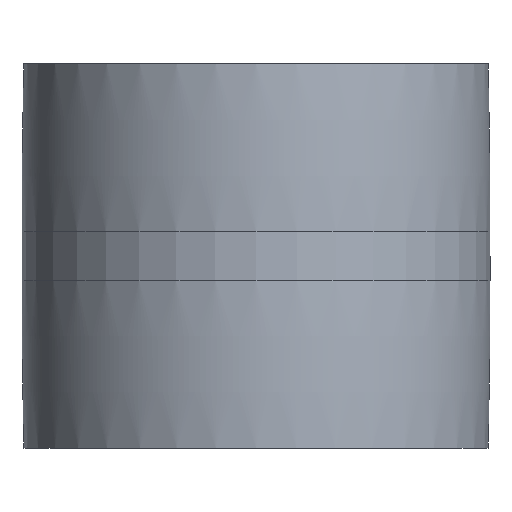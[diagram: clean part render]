
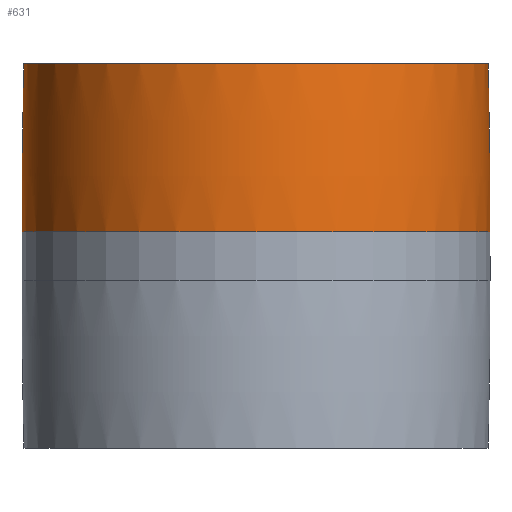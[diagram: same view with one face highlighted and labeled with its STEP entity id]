
A CAD part, front view. The second image highlights one B-rep face of the part: STEP entity #631.
In plain terms, the highlighted toroidal (fillet/blend) face has major radius 3621.03 mm and minor radius 3741.62 mm.
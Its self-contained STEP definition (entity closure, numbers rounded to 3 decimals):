
#44 = DIRECTION ( 'NONE',  ( 0., 0., 1. ) ) ;
#113 = CARTESIAN_POINT ( 'NONE',  ( -119.6, 0., 99. ) ) ;
#145 = AXIS2_PLACEMENT_3D ( 'NONE', #900, #839, #606 ) ;
#195 = VERTEX_POINT ( 'NONE', #881 ) ;
#225 = AXIS2_PLACEMENT_3D ( 'NONE', #711, #44, #344 ) ;
#228 = DIRECTION ( 'NONE',  ( 1., 0., 0. ) ) ;
#244 = EDGE_LOOP ( 'NONE', ( #889, #615, #917, #923 ) ) ;
#269 = FACE_OUTER_BOUND ( 'NONE', #244, .T. ) ;
#281 = CARTESIAN_POINT ( 'NONE',  ( -3621.025, 0., 12.5 ) ) ;
#284 = VERTEX_POINT ( 'NONE', #736 ) ;
#306 = CIRCLE ( 'NONE', #334, 120.6 ) ;
#322 = AXIS2_PLACEMENT_3D ( 'NONE', #281, #575, #558 ) ;
#334 = AXIS2_PLACEMENT_3D ( 'NONE', #593, #887, #228 ) ;
#344 = DIRECTION ( 'NONE',  ( 1., 0., 0. ) ) ;
#354 = EDGE_CURVE ( 'NONE', #726, #195, #306, .T. ) ;
#395 = CIRCLE ( 'NONE', #810, 3741.625 ) ;
#412 = DIRECTION ( 'NONE',  ( 0., 1., 0. ) ) ;
#522 = EDGE_CURVE ( 'NONE', #726, #539, #395, .T. ) ;
#539 = VERTEX_POINT ( 'NONE', #113 ) ;
#558 = DIRECTION ( 'NONE',  ( 0., 0., -1. ) ) ;
#575 = DIRECTION ( 'NONE',  ( 0., -1., 0. ) ) ;
#593 = CARTESIAN_POINT ( 'NONE',  ( 0., 0., 12.5 ) ) ;
#598 = EDGE_CURVE ( 'NONE', #195, #284, #670, .T. ) ;
#606 = DIRECTION ( 'NONE',  ( 1., 0., 0. ) ) ;
#615 = ORIENTED_EDGE ( 'NONE', *, *, #354, .T. ) ;
#631 = ADVANCED_FACE ( 'NONE', ( #269 ), #788, .T. ) ;
#633 = CARTESIAN_POINT ( 'NONE',  ( 3621.025, 0., 12.5 ) ) ;
#659 = CARTESIAN_POINT ( 'NONE',  ( -120.6, 0., 12.5 ) ) ;
#670 = CIRCLE ( 'NONE', #322, 3741.625 ) ;
#711 = CARTESIAN_POINT ( 'NONE',  ( 0., 0., 12.5 ) ) ;
#726 = VERTEX_POINT ( 'NONE', #659 ) ;
#736 = CARTESIAN_POINT ( 'NONE',  ( 119.6, 0., 99. ) ) ;
#762 = EDGE_CURVE ( 'NONE', #539, #284, #851, .T. ) ;
#788 = TOROIDAL_SURFACE ( 'NONE', #225, -3621.025, 3741.625 ) ;
#810 = AXIS2_PLACEMENT_3D ( 'NONE', #633, #412, #856 ) ;
#839 = DIRECTION ( 'NONE',  ( 0., 0., 1. ) ) ;
#851 = CIRCLE ( 'NONE', #145, 119.6 ) ;
#856 = DIRECTION ( 'NONE',  ( -1., 0., 0. ) ) ;
#881 = CARTESIAN_POINT ( 'NONE',  ( 120.6, 0., 12.5 ) ) ;
#887 = DIRECTION ( 'NONE',  ( 0., 0., 1. ) ) ;
#889 = ORIENTED_EDGE ( 'NONE', *, *, #522, .F. ) ;
#900 = CARTESIAN_POINT ( 'NONE',  ( 0., 0., 99. ) ) ;
#917 = ORIENTED_EDGE ( 'NONE', *, *, #598, .T. ) ;
#923 = ORIENTED_EDGE ( 'NONE', *, *, #762, .F. ) ;
